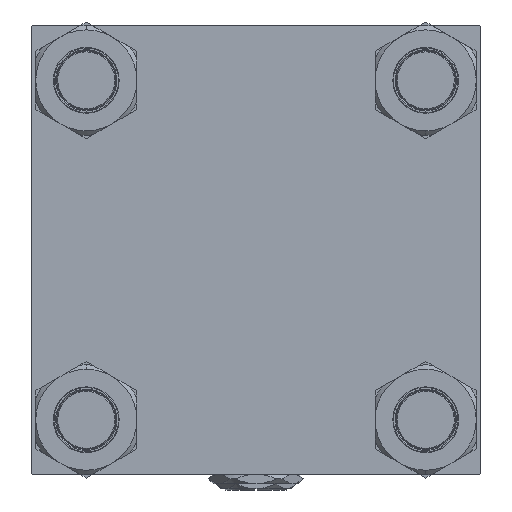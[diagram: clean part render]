
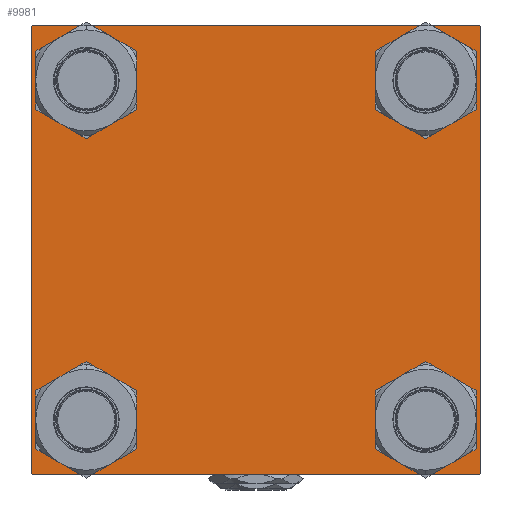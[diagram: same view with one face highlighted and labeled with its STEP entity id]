
A CAD part, left-side view. The second image highlights one B-rep face of the part: STEP entity #9981.
In plain terms, the highlighted planar face has unit normal (-1, 0, 0).
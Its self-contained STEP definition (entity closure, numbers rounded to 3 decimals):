
#97 = VERTEX_POINT ( 'NONE', #13583 ) ;
#349 = EDGE_CURVE ( 'NONE', #12186, #45455, #36607, .T. ) ;
#441 = EDGE_CURVE ( 'NONE', #21787, #27973, #30751, .T. ) ;
#455 = FACE_OUTER_BOUND ( 'NONE', #6812, .T. ) ;
#594 = CIRCLE ( 'NONE', #36209, 14. ) ;
#775 = LINE ( 'NONE', #7977, #1894 ) ;
#1333 = CIRCLE ( 'NONE', #45421, 14. ) ;
#1399 = EDGE_CURVE ( 'NONE', #44452, #18479, #1333, .T. ) ;
#1510 = FACE_BOUND ( 'NONE', #33078, .T. ) ;
#1572 = EDGE_CURVE ( 'NONE', #14091, #45455, #17436, .T. ) ;
#1600 = CIRCLE ( 'NONE', #31285, 14. ) ;
#1748 = AXIS2_PLACEMENT_3D ( 'NONE', #20311, #40991, #20569 ) ;
#1800 = VERTEX_POINT ( 'NONE', #17631 ) ;
#1862 = DIRECTION ( 'NONE',  ( 0., 0., 1. ) ) ;
#1868 = AXIS2_PLACEMENT_3D ( 'NONE', #30261, #9839, #1862 ) ;
#1894 = VECTOR ( 'NONE', #12741, 1000. ) ;
#2278 = CARTESIAN_POINT ( 'NONE',  ( 0., -102.5, -102. ) ) ;
#2531 = ORIENTED_EDGE ( 'NONE', *, *, #20046, .T. ) ;
#2577 = DIRECTION ( 'NONE',  ( 0., 0., 1. ) ) ;
#3211 = VERTEX_POINT ( 'NONE', #31024 ) ;
#3371 = EDGE_LOOP ( 'NONE', ( #22133, #14787 ) ) ;
#4221 = DIRECTION ( 'NONE',  ( 0., -0.707, 0.707 ) ) ;
#4682 = DIRECTION ( 'NONE',  ( 0., 0., -1. ) ) ;
#4923 = CIRCLE ( 'NONE', #30347, 14. ) ;
#5498 = CARTESIAN_POINT ( 'NONE',  ( 0., 102., 102.5 ) ) ;
#5684 = CARTESIAN_POINT ( 'NONE',  ( 0., 102.5, 102.5 ) ) ;
#6253 = VERTEX_POINT ( 'NONE', #29126 ) ;
#6365 = VECTOR ( 'NONE', #34191, 1000. ) ;
#6812 = EDGE_LOOP ( 'NONE', ( #9994, #39248, #29564, #34039, #45062, #16816, #8612, #49761 ) ) ;
#6837 = CARTESIAN_POINT ( 'NONE',  ( 0., -77.45, -77.45 ) ) ;
#7732 = CARTESIAN_POINT ( 'NONE',  ( 0., 77.45, -91.45 ) ) ;
#7977 = CARTESIAN_POINT ( 'NONE',  ( 0., 102.5, 102.5 ) ) ;
#8142 = DIRECTION ( 'NONE',  ( 0., 0., 1. ) ) ;
#8322 = DIRECTION ( 'NONE',  ( 0., -1., 0. ) ) ;
#8612 = ORIENTED_EDGE ( 'NONE', *, *, #28327, .F. ) ;
#8918 = ORIENTED_EDGE ( 'NONE', *, *, #15762, .T. ) ;
#9277 = EDGE_CURVE ( 'NONE', #3211, #1800, #1600, .T. ) ;
#9839 = DIRECTION ( 'NONE',  ( 1., 0., 0. ) ) ;
#9981 = ADVANCED_FACE ( 'NONE', ( #25414, #1510, #33372, #41598, #455 ), #25148, .T. ) ;
#9994 = ORIENTED_EDGE ( 'NONE', *, *, #23212, .T. ) ;
#10705 = EDGE_CURVE ( 'NONE', #36264, #12186, #17081, .T. ) ;
#11048 = EDGE_LOOP ( 'NONE', ( #8918, #49450 ) ) ;
#11814 = EDGE_CURVE ( 'NONE', #51130, #36264, #52333, .T. ) ;
#11987 = VERTEX_POINT ( 'NONE', #42205 ) ;
#12186 = VERTEX_POINT ( 'NONE', #36239 ) ;
#12656 = EDGE_LOOP ( 'NONE', ( #15824, #42883 ) ) ;
#12727 = CARTESIAN_POINT ( 'NONE',  ( 0., -102.25, -102.25 ) ) ;
#12741 = DIRECTION ( 'NONE',  ( 0., 0., -1. ) ) ;
#13583 = CARTESIAN_POINT ( 'NONE',  ( 0., -77.45, 63.45 ) ) ;
#13784 = CARTESIAN_POINT ( 'NONE',  ( 0., 102.25, 102.25 ) ) ;
#13909 = CARTESIAN_POINT ( 'NONE',  ( 0., 102., -102.5 ) ) ;
#14091 = VERTEX_POINT ( 'NONE', #28707 ) ;
#14787 = ORIENTED_EDGE ( 'NONE', *, *, #9277, .T. ) ;
#15762 = EDGE_CURVE ( 'NONE', #6253, #97, #29721, .T. ) ;
#15824 = ORIENTED_EDGE ( 'NONE', *, *, #48256, .T. ) ;
#15839 = DIRECTION ( 'NONE',  ( 1., 0., 0. ) ) ;
#15983 = DIRECTION ( 'NONE',  ( 0., -0.707, -0.707 ) ) ;
#16816 = ORIENTED_EDGE ( 'NONE', *, *, #37352, .T. ) ;
#17081 = LINE ( 'NONE', #32477, #20230 ) ;
#17436 = LINE ( 'NONE', #36803, #42039 ) ;
#17631 = CARTESIAN_POINT ( 'NONE',  ( 0., 77.45, 91.45 ) ) ;
#18479 = VERTEX_POINT ( 'NONE', #48392 ) ;
#20046 = EDGE_CURVE ( 'NONE', #43327, #25898, #33244, .T. ) ;
#20230 = VECTOR ( 'NONE', #8322, 1000. ) ;
#20311 = CARTESIAN_POINT ( 'NONE',  ( 0., -77.45, 77.45 ) ) ;
#20569 = DIRECTION ( 'NONE',  ( 0., 0., 1. ) ) ;
#20989 = DIRECTION ( 'NONE',  ( 0., 0., 1. ) ) ;
#21108 = VECTOR ( 'NONE', #49758, 1000. ) ;
#21636 = CARTESIAN_POINT ( 'NONE',  ( 0., -102.25, 102.25 ) ) ;
#21787 = VERTEX_POINT ( 'NONE', #5498 ) ;
#22133 = ORIENTED_EDGE ( 'NONE', *, *, #38818, .T. ) ;
#22712 = AXIS2_PLACEMENT_3D ( 'NONE', #29658, #32839, #28862 ) ;
#23092 = AXIS2_PLACEMENT_3D ( 'NONE', #35998, #15839, #31768 ) ;
#23212 = EDGE_CURVE ( 'NONE', #27973, #51130, #775, .T. ) ;
#24077 = CARTESIAN_POINT ( 'NONE',  ( 0., 77.45, -77.45 ) ) ;
#24291 = CARTESIAN_POINT ( 'NONE',  ( 0., 77.45, 77.45 ) ) ;
#24994 = VECTOR ( 'NONE', #4221, 1000. ) ;
#25148 = PLANE ( 'NONE',  #22712 ) ;
#25414 = FACE_BOUND ( 'NONE', #11048, .T. ) ;
#25855 = LINE ( 'NONE', #5684, #25983 ) ;
#25898 = VERTEX_POINT ( 'NONE', #32491 ) ;
#25983 = VECTOR ( 'NONE', #38320, 1000. ) ;
#27973 = VERTEX_POINT ( 'NONE', #30946 ) ;
#28327 = EDGE_CURVE ( 'NONE', #21787, #11987, #25855, .T. ) ;
#28707 = CARTESIAN_POINT ( 'NONE',  ( 0., -102.5, 102. ) ) ;
#28862 = DIRECTION ( 'NONE',  ( 0., 0., 1. ) ) ;
#29126 = CARTESIAN_POINT ( 'NONE',  ( 0., -77.45, 91.45 ) ) ;
#29564 = ORIENTED_EDGE ( 'NONE', *, *, #10705, .T. ) ;
#29658 = CARTESIAN_POINT ( 'NONE',  ( 0., 0., 0. ) ) ;
#29721 = CIRCLE ( 'NONE', #1748, 14. ) ;
#30261 = CARTESIAN_POINT ( 'NONE',  ( 0., 77.45, -77.45 ) ) ;
#30347 = AXIS2_PLACEMENT_3D ( 'NONE', #6837, #31777, #2577 ) ;
#30751 = LINE ( 'NONE', #13784, #6365 ) ;
#30946 = CARTESIAN_POINT ( 'NONE',  ( 0., 102.5, 102. ) ) ;
#31024 = CARTESIAN_POINT ( 'NONE',  ( 0., 77.45, 63.45 ) ) ;
#31285 = AXIS2_PLACEMENT_3D ( 'NONE', #24291, #49238, #40486 ) ;
#31768 = DIRECTION ( 'NONE',  ( 0., 0., 1. ) ) ;
#31777 = DIRECTION ( 'NONE',  ( 1., 0., 0. ) ) ;
#31787 = DIRECTION ( 'NONE',  ( 1., 0., 0. ) ) ;
#32477 = CARTESIAN_POINT ( 'NONE',  ( 0., 102.5, -102.5 ) ) ;
#32491 = CARTESIAN_POINT ( 'NONE',  ( 0., -77.45, -63.45 ) ) ;
#32839 = DIRECTION ( 'NONE',  ( -1., 0., 0. ) ) ;
#33044 = LINE ( 'NONE', #21636, #21108 ) ;
#33078 = EDGE_LOOP ( 'NONE', ( #42628, #2531 ) ) ;
#33207 = EDGE_CURVE ( 'NONE', #97, #6253, #594, .T. ) ;
#33244 = CIRCLE ( 'NONE', #23092, 14. ) ;
#33372 = FACE_BOUND ( 'NONE', #12656, .T. ) ;
#34039 = ORIENTED_EDGE ( 'NONE', *, *, #349, .T. ) ;
#34191 = DIRECTION ( 'NONE',  ( 0., 0.707, -0.707 ) ) ;
#34893 = DIRECTION ( 'NONE',  ( 0., 0., 1. ) ) ;
#35352 = CARTESIAN_POINT ( 'NONE',  ( 0., 102.25, -102.25 ) ) ;
#35881 = EDGE_CURVE ( 'NONE', #25898, #43327, #4923, .T. ) ;
#35998 = CARTESIAN_POINT ( 'NONE',  ( 0., -77.45, -77.45 ) ) ;
#36209 = AXIS2_PLACEMENT_3D ( 'NONE', #50827, #42857, #34893 ) ;
#36239 = CARTESIAN_POINT ( 'NONE',  ( 0., -102., -102.5 ) ) ;
#36264 = VERTEX_POINT ( 'NONE', #13909 ) ;
#36607 = LINE ( 'NONE', #12727, #24994 ) ;
#36803 = CARTESIAN_POINT ( 'NONE',  ( 0., -102.5, 102.5 ) ) ;
#37352 = EDGE_CURVE ( 'NONE', #14091, #11987, #33044, .T. ) ;
#37426 = CARTESIAN_POINT ( 'NONE',  ( 0., 77.45, 77.45 ) ) ;
#38103 = AXIS2_PLACEMENT_3D ( 'NONE', #37426, #48597, #20989 ) ;
#38320 = DIRECTION ( 'NONE',  ( 0., -1., 0. ) ) ;
#38818 = EDGE_CURVE ( 'NONE', #1800, #3211, #48257, .T. ) ;
#39248 = ORIENTED_EDGE ( 'NONE', *, *, #11814, .T. ) ;
#40486 = DIRECTION ( 'NONE',  ( 0., 0., 1. ) ) ;
#40991 = DIRECTION ( 'NONE',  ( 1., 0., 0. ) ) ;
#41598 = FACE_BOUND ( 'NONE', #3371, .T. ) ;
#42039 = VECTOR ( 'NONE', #4682, 1000. ) ;
#42205 = CARTESIAN_POINT ( 'NONE',  ( 0., -102., 102.5 ) ) ;
#42628 = ORIENTED_EDGE ( 'NONE', *, *, #35881, .T. ) ;
#42857 = DIRECTION ( 'NONE',  ( 1., 0., 0. ) ) ;
#42883 = ORIENTED_EDGE ( 'NONE', *, *, #1399, .T. ) ;
#42991 = CARTESIAN_POINT ( 'NONE',  ( 0., 102.5, -102. ) ) ;
#43327 = VERTEX_POINT ( 'NONE', #47085 ) ;
#44241 = CIRCLE ( 'NONE', #1868, 14. ) ;
#44452 = VERTEX_POINT ( 'NONE', #7732 ) ;
#44833 = VECTOR ( 'NONE', #15983, 1000. ) ;
#45062 = ORIENTED_EDGE ( 'NONE', *, *, #1572, .F. ) ;
#45421 = AXIS2_PLACEMENT_3D ( 'NONE', #24077, #31787, #8142 ) ;
#45455 = VERTEX_POINT ( 'NONE', #2278 ) ;
#47085 = CARTESIAN_POINT ( 'NONE',  ( 0., -77.45, -91.45 ) ) ;
#48256 = EDGE_CURVE ( 'NONE', #18479, #44452, #44241, .T. ) ;
#48257 = CIRCLE ( 'NONE', #38103, 14. ) ;
#48392 = CARTESIAN_POINT ( 'NONE',  ( 0., 77.45, -63.45 ) ) ;
#48597 = DIRECTION ( 'NONE',  ( 1., 0., 0. ) ) ;
#49238 = DIRECTION ( 'NONE',  ( 1., 0., 0. ) ) ;
#49450 = ORIENTED_EDGE ( 'NONE', *, *, #33207, .T. ) ;
#49758 = DIRECTION ( 'NONE',  ( 0., 0.707, 0.707 ) ) ;
#49761 = ORIENTED_EDGE ( 'NONE', *, *, #441, .T. ) ;
#50827 = CARTESIAN_POINT ( 'NONE',  ( 0., -77.45, 77.45 ) ) ;
#51130 = VERTEX_POINT ( 'NONE', #42991 ) ;
#52333 = LINE ( 'NONE', #35352, #44833 ) ;
